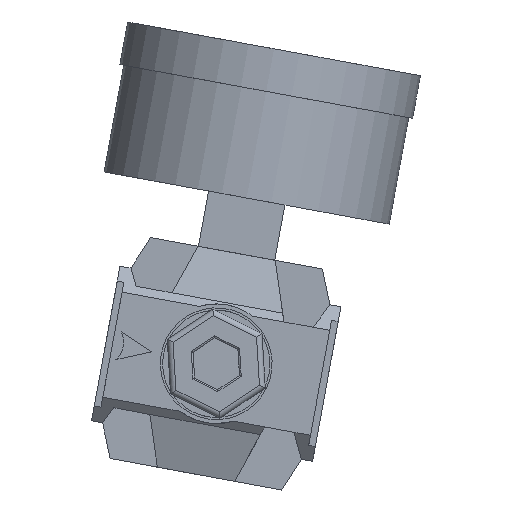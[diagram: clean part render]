
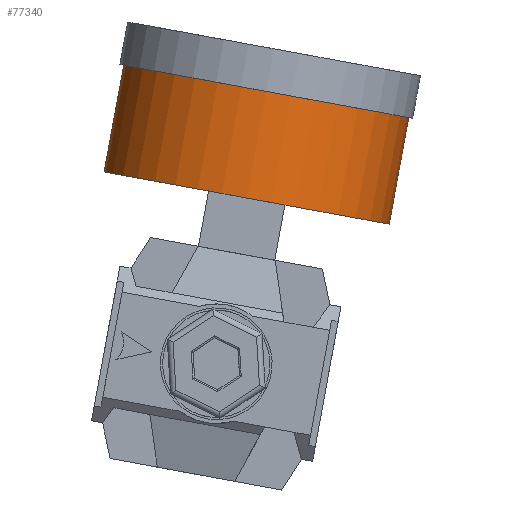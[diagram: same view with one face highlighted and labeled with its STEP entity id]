
A CAD part, front view. The second image highlights one B-rep face of the part: STEP entity #77340.
In plain terms, the highlighted cylindrical face has radius 25.8 mm (diameter 51.6 mm), a partial arc.
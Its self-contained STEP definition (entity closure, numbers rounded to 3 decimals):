
#4252 = VERTEX_POINT ( 'NONE', #36932 ) ;
#4297 = DIRECTION ( 'NONE',  ( 0., 0., 1. ) ) ;
#6392 = CARTESIAN_POINT ( 'NONE',  ( 0., 0., -7.7 ) ) ;
#7079 = VERTEX_POINT ( 'NONE', #50541 ) ;
#12656 = EDGE_CURVE ( 'NONE', #7079, #23886, #27721, .T. ) ;
#12905 = AXIS2_PLACEMENT_3D ( 'NONE', #46530, #4297, #53568 ) ;
#13501 = DIRECTION ( 'NONE',  ( 1., 0., 0. ) ) ;
#14515 = DIRECTION ( 'NONE',  ( 0., 0., 1. ) ) ;
#14591 = CARTESIAN_POINT ( 'NONE',  ( -25.8, 0., -27. ) ) ;
#22328 = FACE_OUTER_BOUND ( 'NONE', #37692, .T. ) ;
#23746 = VERTEX_POINT ( 'NONE', #36514 ) ;
#23886 = VERTEX_POINT ( 'NONE', #29507 ) ;
#24289 = EDGE_CURVE ( 'NONE', #4252, #23746, #49092, .T. ) ;
#25159 = ORIENTED_EDGE ( 'NONE', *, *, #61509, .T. ) ;
#27701 = ORIENTED_EDGE ( 'NONE', *, *, #12656, .F. ) ;
#27721 = LINE ( 'NONE', #82892, #64983 ) ;
#29287 = CIRCLE ( 'NONE', #12905, 25.8 ) ;
#29507 = CARTESIAN_POINT ( 'NONE',  ( 25.8, 0., -7.7 ) ) ;
#36514 = CARTESIAN_POINT ( 'NONE',  ( -25.8, 0., -7.7 ) ) ;
#36932 = CARTESIAN_POINT ( 'NONE',  ( -25.8, 0., -27. ) ) ;
#37692 = EDGE_LOOP ( 'NONE', ( #25159, #39187, #76939, #27701 ) ) ;
#39187 = ORIENTED_EDGE ( 'NONE', *, *, #24289, .T. ) ;
#39618 = CARTESIAN_POINT ( 'NONE',  ( 0., 0., -27. ) ) ;
#46530 = CARTESIAN_POINT ( 'NONE',  ( 0., 0., -27. ) ) ;
#49092 = LINE ( 'NONE', #14591, #67515 ) ;
#49242 = EDGE_CURVE ( 'NONE', #23746, #23886, #64842, .T. ) ;
#50541 = CARTESIAN_POINT ( 'NONE',  ( 25.8, 0., -27. ) ) ;
#53147 = AXIS2_PLACEMENT_3D ( 'NONE', #39618, #67357, #67644 ) ;
#53568 = DIRECTION ( 'NONE',  ( 1., 0., 0. ) ) ;
#55688 = DIRECTION ( 'NONE',  ( 0., 0., -1. ) ) ;
#61509 = EDGE_CURVE ( 'NONE', #7079, #4252, #29287, .T. ) ;
#64842 = CIRCLE ( 'NONE', #68404, 25.8 ) ;
#64983 = VECTOR ( 'NONE', #82699, 1000. ) ;
#67357 = DIRECTION ( 'NONE',  ( 0., 0., 1. ) ) ;
#67515 = VECTOR ( 'NONE', #14515, 1000. ) ;
#67644 = DIRECTION ( 'NONE',  ( 1., 0., 0. ) ) ;
#68404 = AXIS2_PLACEMENT_3D ( 'NONE', #6392, #55688, #13501 ) ;
#69365 = CYLINDRICAL_SURFACE ( 'NONE', #53147, 25.8 ) ;
#76939 = ORIENTED_EDGE ( 'NONE', *, *, #49242, .T. ) ;
#77340 = ADVANCED_FACE ( 'NONE', ( #22328 ), #69365, .T. ) ;
#82699 = DIRECTION ( 'NONE',  ( 0., 0., 1. ) ) ;
#82892 = CARTESIAN_POINT ( 'NONE',  ( 25.8, 0., -27. ) ) ;
